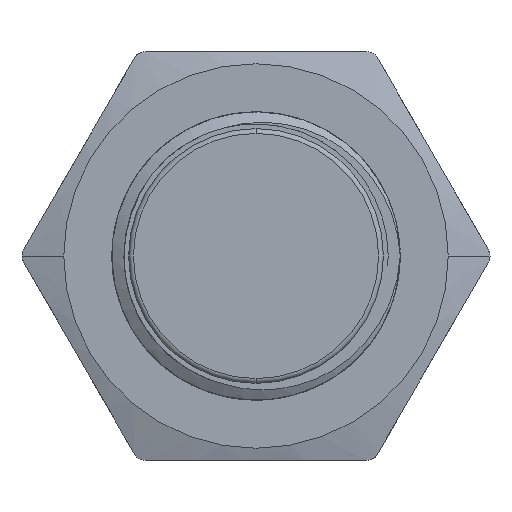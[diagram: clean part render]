
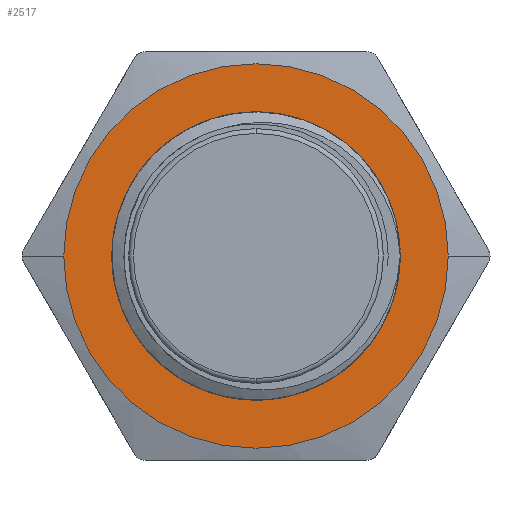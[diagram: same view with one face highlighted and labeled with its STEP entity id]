
A CAD part, front view. The second image highlights one B-rep face of the part: STEP entity #2517.
In plain terms, the highlighted planar face has unit normal (0, -1, 0).
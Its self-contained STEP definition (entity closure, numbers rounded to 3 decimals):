
#525=PLANE('',#14064);
#552=FACE_BOUND('',#4332,.T.);
#553=FACE_BOUND('',#4333,.T.);
#2517=ADVANCED_FACE('',(#552,#553),#525,.T.);
#4332=EDGE_LOOP('',(#9730,#9731));
#4333=EDGE_LOOP('',(#9732,#9733));
#9730=ORIENTED_EDGE('',*,*,#12512,.T.);
#9731=ORIENTED_EDGE('',*,*,#13116,.T.);
#9732=ORIENTED_EDGE('',*,*,#12516,.T.);
#9733=ORIENTED_EDGE('',*,*,#12531,.T.);
#10675=VERTEX_POINT('',#34833);
#10676=VERTEX_POINT('',#34835);
#10678=VERTEX_POINT('',#34841);
#10680=VERTEX_POINT('',#34844);
#12512=EDGE_CURVE('',#10676,#10675,#13252,.T.);
#12516=EDGE_CURVE('',#10680,#10678,#13254,.T.);
#12531=EDGE_CURVE('',#10678,#10680,#13255,.T.);
#13116=EDGE_CURVE('',#10675,#10676,#13263,.T.);
#13252=CIRCLE('',#13849,5.5);
#13254=CIRCLE('',#13852,8.);
#13255=CIRCLE('',#13854,8.);
#13263=CIRCLE('',#14062,5.5);
#13849=AXIS2_PLACEMENT_3D('',#34834,#15695,#15696);
#13852=AXIS2_PLACEMENT_3D('',#34843,#15703,#15704);
#13854=AXIS2_PLACEMENT_3D('',#34929,#15708,#15709);
#14062=AXIS2_PLACEMENT_3D('',#39398,#16322,#16323);
#14064=AXIS2_PLACEMENT_3D('',#39400,#16326,#16327);
#15695=DIRECTION('',(0.,1.,0.));
#15696=DIRECTION('',(1.,0.,0.));
#15703=DIRECTION('',(0.,-1.,0.));
#15704=DIRECTION('',(1.,0.,0.));
#15708=DIRECTION('',(0.,-1.,0.));
#15709=DIRECTION('',(-1.,0.,0.));
#16322=DIRECTION('',(0.,1.,0.));
#16323=DIRECTION('',(-1.,0.,0.));
#16326=DIRECTION('',(0.,-1.,0.));
#16327=DIRECTION('',(1.,0.,0.));
#34833=CARTESIAN_POINT('',(-5.5,6.2,0.));
#34834=CARTESIAN_POINT('',(0.,6.2,0.));
#34835=CARTESIAN_POINT('',(5.5,6.2,0.));
#34841=CARTESIAN_POINT('',(-8.,6.2,0.));
#34843=CARTESIAN_POINT('',(0.,6.2,0.));
#34844=CARTESIAN_POINT('',(8.,6.2,0.));
#34929=CARTESIAN_POINT('',(0.,6.2,0.));
#39398=CARTESIAN_POINT('',(0.,6.2,0.));
#39400=CARTESIAN_POINT('',(0.,6.2,0.));
